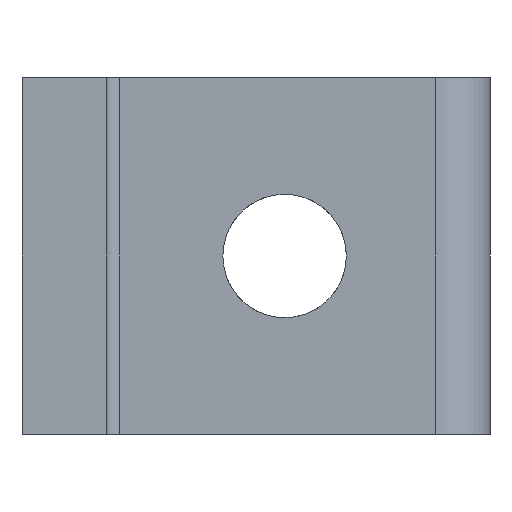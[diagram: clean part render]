
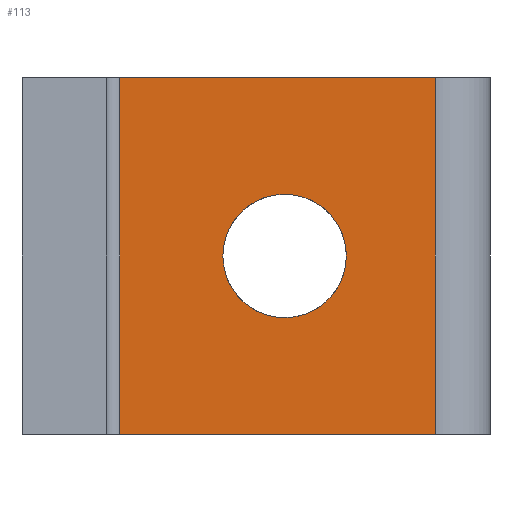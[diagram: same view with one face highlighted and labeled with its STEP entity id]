
A CAD part, left-side view. The second image highlights one B-rep face of the part: STEP entity #113.
In plain terms, the highlighted planar face has unit normal (-1, 0, 0).
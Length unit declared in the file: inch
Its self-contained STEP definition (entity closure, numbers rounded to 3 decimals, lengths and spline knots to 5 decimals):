
#101=EDGE_CURVE('',#269,#270,#271,.T.);
#111=EDGE_CURVE('',#287,#288,#289,.T.);
#113=ADVANCED_FACE('',(#291,#292),#293,.T.);
#115=EDGE_CURVE('',#288,#270,#295,.T.);
#125=EDGE_CURVE('',#287,#269,#310,.T.);
#269=VERTEX_POINT('',#494);
#270=VERTEX_POINT('',#495);
#271=LINE('',#496,#497);
#287=VERTEX_POINT('',#529);
#288=VERTEX_POINT('',#530);
#289=LINE('',#531,#532);
#291=FACE_BOUND('',#534,.T.);
#292=FACE_OUTER_BOUND('',#535,.T.);
#293=PLANE('',#536);
#295=LINE('',#539,#540);
#310=LINE('',#572,#573);
#494=CARTESIAN_POINT('',(-0.00024,1.43711,0.0));
#495=CARTESIAN_POINT('',(-0.00024,1.43711,1.625));
#496=CARTESIAN_POINT('',(-0.00024,1.43711,0.0));
#497=VECTOR('',#970,1.0);
#529=CARTESIAN_POINT('',(0.0,0.0,0.0));
#530=CARTESIAN_POINT('',(0.0,0.0,1.625));
#531=CARTESIAN_POINT('',(0.0,0.0,0.0));
#532=VECTOR('',#978,1.0);
#534=EDGE_LOOP('',(#980,#981,#982,#983));
#535=EDGE_LOOP('',(#984,#985,#986,#987));
#536=AXIS2_PLACEMENT_3D('',#988,#989,#990);
#539=CARTESIAN_POINT('',(0.0,0.0,1.625));
#540=VECTOR('',#991,1.0);
#572=CARTESIAN_POINT('',(0.0,0.0,0.0));
#573=VECTOR('',#1020,1.0);
#970=DIRECTION('',(0.0,0.0,1.0));
#978=DIRECTION('',(0.0,0.0,1.0));
#980=ORIENTED_EDGE('',*,*,#1205,.T.);
#981=ORIENTED_EDGE('',*,*,#1206,.T.);
#982=ORIENTED_EDGE('',*,*,#1207,.T.);
#983=ORIENTED_EDGE('',*,*,#1208,.T.);
#984=ORIENTED_EDGE('',*,*,#115,.T.);
#985=ORIENTED_EDGE('',*,*,#101,.F.);
#986=ORIENTED_EDGE('',*,*,#125,.F.);
#987=ORIENTED_EDGE('',*,*,#111,.T.);
#988=CARTESIAN_POINT('',(-0.00012,0.71856,0.0));
#989=DIRECTION('',(-1.,0.,0.0));
#990=DIRECTION('',(0.,-1.,-0.0));
#991=DIRECTION('',(0.,1.,0.0));
#1020=DIRECTION('',(0.,1.,0.0));
#1205=EDGE_CURVE('',#1256,#1257,#1258,.T.);
#1206=EDGE_CURVE('',#1257,#1259,#1260,.T.);
#1207=EDGE_CURVE('',#1259,#1261,#1262,.T.);
#1208=EDGE_CURVE('',#1261,#1256,#1263,.T.);
#1256=VERTEX_POINT('',#1323);
#1257=VERTEX_POINT('',#1324);
#1258=B_SPLINE_CURVE_WITH_KNOTS('',3,(#1325,#1326,#1327,#1328,#1329,#1330,#1331,#1332,#1333,#1334,#1335,#1336),.UNSPECIFIED.,.F.,.F.,(4,2,2,2,2,4),(0.0,0.10882,0.21696,0.3282,0.3852,0.44398),.UNSPECIFIED.);
#1259=VERTEX_POINT('',#1337);
#1260=B_SPLINE_CURVE_WITH_KNOTS('',3,(#1338,#1339,#1340,#1341,#1342,#1343,#1344,#1345,#1346,#1347,#1348,#1349),.UNSPECIFIED.,.F.,.F.,(4,2,2,2,2,4),(0.0,0.10882,0.21696,0.3282,0.3852,0.44398),.UNSPECIFIED.);
#1261=VERTEX_POINT('',#1350);
#1262=B_SPLINE_CURVE_WITH_KNOTS('',3,(#1351,#1352,#1353,#1354,#1355,#1356,#1357,#1358,#1359,#1360,#1361,#1362),.UNSPECIFIED.,.F.,.F.,(4,2,2,2,2,4),(0.0,0.10882,0.21696,0.3282,0.3852,0.44398),.UNSPECIFIED.);
#1263=B_SPLINE_CURVE_WITH_KNOTS('',3,(#1363,#1364,#1365,#1366,#1367,#1368,#1369,#1370,#1371,#1372,#1373,#1374),.UNSPECIFIED.,.F.,.F.,(4,2,2,2,2,4),(0.0,0.10882,0.21696,0.3282,0.3852,0.44398),.UNSPECIFIED.);
#1323=CARTESIAN_POINT('',(-0.00012,0.68587,1.09375));
#1324=CARTESIAN_POINT('',(-0.00007,0.40462,0.8125));
#1325=CARTESIAN_POINT('',(-0.00012,0.68587,1.09375));
#1326=CARTESIAN_POINT('',(-0.00011,0.6496,1.09375));
#1327=CARTESIAN_POINT('',(-0.0001,0.61393,1.08688));
#1328=CARTESIAN_POINT('',(-0.00009,0.54703,1.05979));
#1329=CARTESIAN_POINT('',(-0.00009,0.51658,1.03996));
#1330=CARTESIAN_POINT('',(-0.00008,0.46407,0.98933));
#1331=CARTESIAN_POINT('',(-0.00008,0.44268,0.95864));
#1332=CARTESIAN_POINT('',(-0.00007,0.42032,0.90733));
#1333=CARTESIAN_POINT('',(-0.00007,0.41455,0.88924));
#1334=CARTESIAN_POINT('',(-0.00007,0.40662,0.85153));
#1335=CARTESIAN_POINT('',(-0.00007,0.40462,0.83207));
#1336=CARTESIAN_POINT('',(-0.00007,0.40462,0.8125));
#1337=CARTESIAN_POINT('',(-0.00012,0.68587,0.53125));
#1338=CARTESIAN_POINT('',(-0.00007,0.40462,0.8125));
#1339=CARTESIAN_POINT('',(-0.00007,0.40462,0.77623));
#1340=CARTESIAN_POINT('',(-0.00007,0.41149,0.74056));
#1341=CARTESIAN_POINT('',(-0.00007,0.43858,0.67366));
#1342=CARTESIAN_POINT('',(-0.00008,0.45841,0.64321));
#1343=CARTESIAN_POINT('',(-0.00009,0.50904,0.5907));
#1344=CARTESIAN_POINT('',(-0.00009,0.53973,0.56931));
#1345=CARTESIAN_POINT('',(-0.0001,0.59104,0.54696));
#1346=CARTESIAN_POINT('',(-0.0001,0.60913,0.54118));
#1347=CARTESIAN_POINT('',(-0.00011,0.64684,0.53325));
#1348=CARTESIAN_POINT('',(-0.00011,0.6663,0.53125));
#1349=CARTESIAN_POINT('',(-0.00012,0.68587,0.53125));
#1350=CARTESIAN_POINT('',(-0.00016,0.96712,0.8125));
#1351=CARTESIAN_POINT('',(-0.00012,0.68587,0.53125));
#1352=CARTESIAN_POINT('',(-0.00012,0.72214,0.53125));
#1353=CARTESIAN_POINT('',(-0.00013,0.7578,0.53812));
#1354=CARTESIAN_POINT('',(-0.00014,0.82471,0.56521));
#1355=CARTESIAN_POINT('',(-0.00015,0.85516,0.58504));
#1356=CARTESIAN_POINT('',(-0.00015,0.90767,0.63567));
#1357=CARTESIAN_POINT('',(-0.00016,0.92906,0.66636));
#1358=CARTESIAN_POINT('',(-0.00016,0.95141,0.71767));
#1359=CARTESIAN_POINT('',(-0.00016,0.95719,0.73576));
#1360=CARTESIAN_POINT('',(-0.00016,0.96512,0.77347));
#1361=CARTESIAN_POINT('',(-0.00016,0.96712,0.79293));
#1362=CARTESIAN_POINT('',(-0.00016,0.96712,0.8125));
#1363=CARTESIAN_POINT('',(-0.00016,0.96712,0.8125));
#1364=CARTESIAN_POINT('',(-0.00016,0.96712,0.84877));
#1365=CARTESIAN_POINT('',(-0.00016,0.96025,0.88444));
#1366=CARTESIAN_POINT('',(-0.00016,0.93316,0.95134));
#1367=CARTESIAN_POINT('',(-0.00016,0.91333,0.98179));
#1368=CARTESIAN_POINT('',(-0.00015,0.8627,1.0343));
#1369=CARTESIAN_POINT('',(-0.00014,0.83201,1.05569));
#1370=CARTESIAN_POINT('',(-0.00013,0.7807,1.07804));
#1371=CARTESIAN_POINT('',(-0.00013,0.76261,1.08382));
#1372=CARTESIAN_POINT('',(-0.00012,0.7249,1.09175));
#1373=CARTESIAN_POINT('',(-0.00012,0.70544,1.09375));
#1374=CARTESIAN_POINT('',(-0.00012,0.68587,1.09375));
